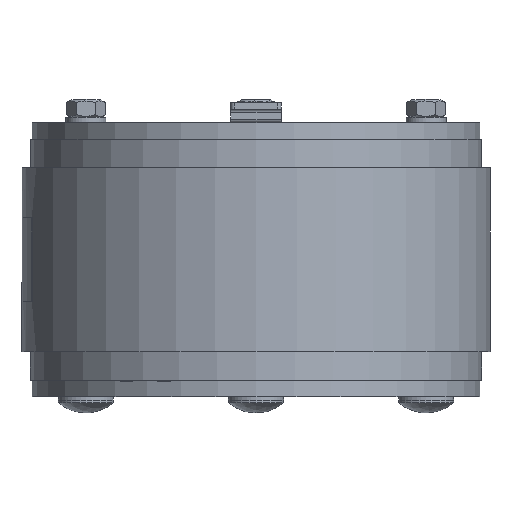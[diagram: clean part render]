
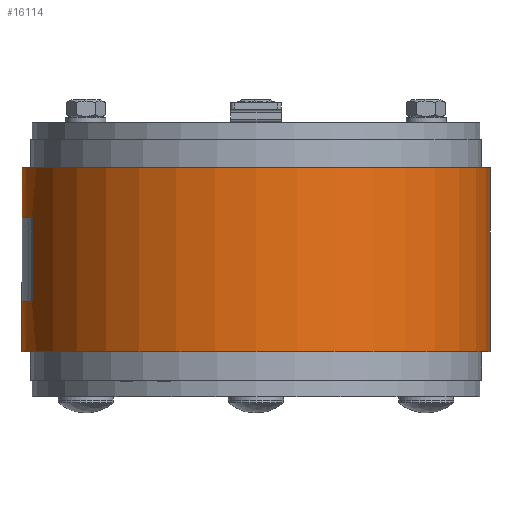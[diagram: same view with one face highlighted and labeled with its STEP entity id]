
A CAD part, front view. The second image highlights one B-rep face of the part: STEP entity #16114.
In plain terms, the highlighted cylindrical face has radius 70 mm (diameter 140 mm), a partial arc.
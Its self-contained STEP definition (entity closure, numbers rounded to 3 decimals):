
#776=CIRCLE('',#17060,70.);
#778=CIRCLE('',#17063,70.);
#780=CIRCLE('',#17066,70.);
#782=CIRCLE('',#17070,70.);
#784=CIRCLE('',#17083,70.);
#787=CIRCLE('',#17087,70.);
#788=CIRCLE('',#17089,70.);
#789=CIRCLE('',#17090,70.);
#875=CYLINDRICAL_SURFACE('',#17088,70.);
#2581=LINE('',#27160,#4321);
#2588=LINE('',#27177,#4328);
#2598=LINE('',#27196,#4338);
#2607=LINE('',#27222,#4347);
#2608=LINE('',#27226,#4348);
#2609=LINE('',#27229,#4349);
#4321=VECTOR('',#20655,25.);
#4328=VECTOR('',#20672,15.);
#4338=VECTOR('',#20692,15.);
#4347=VECTOR('',#20721,15.);
#4348=VECTOR('',#20724,25.);
#4349=VECTOR('',#20727,15.);
#5833=FACE_OUTER_BOUND('',#6788,.T.);
#6788=EDGE_LOOP('',(#15213,#15214,#15215,#15216,#15217,#15218,#15219,#15220,
#15221,#15222,#15223,#15224,#15225,#15226));
#8532=VERTEX_POINT('',#27132);
#8533=VERTEX_POINT('',#27133);
#8536=VERTEX_POINT('',#27141);
#8537=VERTEX_POINT('',#27142);
#8540=VERTEX_POINT('',#27150);
#8541=VERTEX_POINT('',#27151);
#8544=VERTEX_POINT('',#27159);
#8546=VERTEX_POINT('',#27165);
#8556=VERTEX_POINT('',#27209);
#8559=VERTEX_POINT('',#27217);
#8560=VERTEX_POINT('',#27221);
#8561=VERTEX_POINT('',#27223);
#8562=VERTEX_POINT('',#27225);
#8563=VERTEX_POINT('',#27227);
#10741=EDGE_CURVE('',#8532,#8533,#776,.T.);
#10745=EDGE_CURVE('',#8536,#8537,#778,.T.);
#10749=EDGE_CURVE('',#8540,#8541,#780,.T.);
#10753=EDGE_CURVE('',#8541,#8544,#2581,.T.);
#10756=EDGE_CURVE('',#8544,#8546,#782,.T.);
#10762=EDGE_CURVE('',#8532,#8546,#2588,.T.);
#10772=EDGE_CURVE('',#8540,#8537,#2598,.T.);
#10779=EDGE_CURVE('',#8556,#8536,#784,.T.);
#10784=EDGE_CURVE('',#8533,#8559,#787,.T.);
#10785=EDGE_CURVE('',#8559,#8560,#2607,.T.);
#10786=EDGE_CURVE('',#8560,#8561,#788,.T.);
#10787=EDGE_CURVE('',#8561,#8562,#2608,.T.);
#10788=EDGE_CURVE('',#8562,#8563,#789,.T.);
#10789=EDGE_CURVE('',#8563,#8556,#2609,.T.);
#15213=ORIENTED_EDGE('',*,*,#10784,.T.);
#15214=ORIENTED_EDGE('',*,*,#10785,.T.);
#15215=ORIENTED_EDGE('',*,*,#10786,.T.);
#15216=ORIENTED_EDGE('',*,*,#10787,.T.);
#15217=ORIENTED_EDGE('',*,*,#10788,.T.);
#15218=ORIENTED_EDGE('',*,*,#10789,.T.);
#15219=ORIENTED_EDGE('',*,*,#10779,.T.);
#15220=ORIENTED_EDGE('',*,*,#10745,.T.);
#15221=ORIENTED_EDGE('',*,*,#10772,.F.);
#15222=ORIENTED_EDGE('',*,*,#10749,.T.);
#15223=ORIENTED_EDGE('',*,*,#10753,.T.);
#15224=ORIENTED_EDGE('',*,*,#10756,.T.);
#15225=ORIENTED_EDGE('',*,*,#10762,.F.);
#15226=ORIENTED_EDGE('',*,*,#10741,.T.);
#16114=ADVANCED_FACE('',(#5833),#875,.T.);
#17060=AXIS2_PLACEMENT_3D('',#27134,#20631,#20632);
#17063=AXIS2_PLACEMENT_3D('',#27143,#20639,#20640);
#17066=AXIS2_PLACEMENT_3D('',#27152,#20647,#20648);
#17070=AXIS2_PLACEMENT_3D('',#27166,#20660,#20661);
#17083=AXIS2_PLACEMENT_3D('',#27210,#20707,#20708);
#17087=AXIS2_PLACEMENT_3D('',#27219,#20717,#20718);
#17088=AXIS2_PLACEMENT_3D('',#27220,#20719,#20720);
#17089=AXIS2_PLACEMENT_3D('',#27224,#20722,#20723);
#17090=AXIS2_PLACEMENT_3D('',#27228,#20725,#20726);
#20631=DIRECTION('center_axis',(0.,-1.,0.));
#20632=DIRECTION('ref_axis',(0.,0.,-1.));
#20639=DIRECTION('center_axis',(0.,1.,0.));
#20640=DIRECTION('ref_axis',(0.,0.,-1.));
#20647=DIRECTION('center_axis',(0.,-1.,0.));
#20648=DIRECTION('ref_axis',(0.,0.,-1.));
#20655=DIRECTION('',(0.,1.,0.));
#20660=DIRECTION('center_axis',(0.,1.,0.));
#20661=DIRECTION('ref_axis',(0.,0.,-1.));
#20672=DIRECTION('',(0.,-1.,0.));
#20692=DIRECTION('',(0.,-1.,0.));
#20707=DIRECTION('center_axis',(0.,1.,0.));
#20708=DIRECTION('ref_axis',(0.,0.,1.));
#20717=DIRECTION('center_axis',(0.,-1.,0.));
#20718=DIRECTION('ref_axis',(0.,0.,1.));
#20719=DIRECTION('center_axis',(0.,-1.,0.));
#20720=DIRECTION('ref_axis',(0.,0.,1.));
#20721=DIRECTION('',(0.,-1.,0.));
#20722=DIRECTION('center_axis',(0.,-1.,0.));
#20723=DIRECTION('ref_axis',(0.,0.,1.));
#20724=DIRECTION('',(0.,-1.,0.));
#20725=DIRECTION('center_axis',(0.,1.,0.));
#20726=DIRECTION('ref_axis',(-0.292,0.,0.956));
#20727=DIRECTION('',(0.,-1.,0.));
#27132=CARTESIAN_POINT('',(-107.988,27.5,-1.25));
#27133=CARTESIAN_POINT('',(-107.988,27.5,138.75));
#27134=CARTESIAN_POINT('Origin',(-107.988,27.5,68.75));
#27141=CARTESIAN_POINT('',(-107.988,-27.5,138.75));
#27142=CARTESIAN_POINT('',(-107.988,-27.5,-1.25));
#27143=CARTESIAN_POINT('Origin',(-107.988,-27.5,68.75));
#27150=CARTESIAN_POINT('',(-107.988,-12.5,-1.25));
#27151=CARTESIAN_POINT('',(-87.914,-12.5,1.69));
#27152=CARTESIAN_POINT('Origin',(-107.988,-12.5,68.75));
#27159=CARTESIAN_POINT('',(-87.914,12.5,1.69));
#27160=CARTESIAN_POINT('',(-87.914,0.,1.69));
#27165=CARTESIAN_POINT('',(-107.988,12.5,-1.25));
#27166=CARTESIAN_POINT('Origin',(-107.988,12.5,68.75));
#27177=CARTESIAN_POINT('',(-107.988,13.75,-1.25));
#27196=CARTESIAN_POINT('',(-107.988,-6.25,-1.25));
#27209=CARTESIAN_POINT('',(-107.992,-27.5,138.75));
#27210=CARTESIAN_POINT('Origin',(-107.988,-27.5,68.75));
#27217=CARTESIAN_POINT('',(-107.992,27.5,138.75));
#27219=CARTESIAN_POINT('Origin',(-107.988,27.5,68.75));
#27220=CARTESIAN_POINT('Origin',(-107.988,0.,
68.75));
#27221=CARTESIAN_POINT('',(-107.992,12.5,138.75));
#27222=CARTESIAN_POINT('',(-107.992,-27.5,138.75));
#27223=CARTESIAN_POINT('',(-128.431,12.5,135.699));
#27224=CARTESIAN_POINT('Origin',(-107.988,12.5,68.75));
#27225=CARTESIAN_POINT('',(-128.431,-12.5,135.699));
#27226=CARTESIAN_POINT('',(-128.431,-12.5,135.699));
#27227=CARTESIAN_POINT('',(-107.992,-12.5,138.75));
#27228=CARTESIAN_POINT('Origin',(-107.988,-12.5,68.75));
#27229=CARTESIAN_POINT('',(-107.992,-27.5,138.75));
